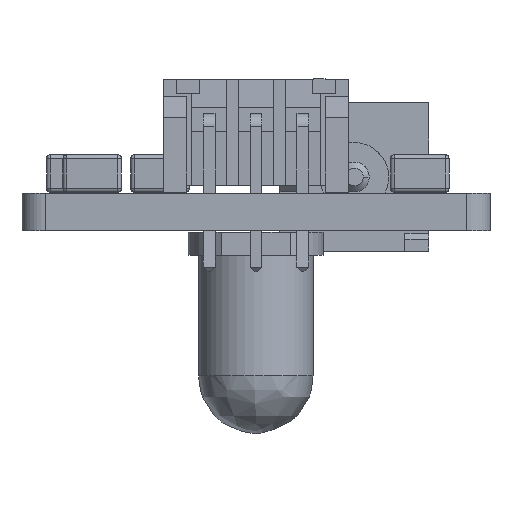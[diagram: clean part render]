
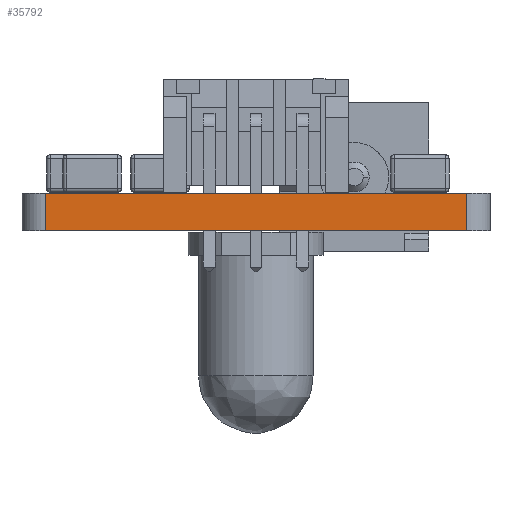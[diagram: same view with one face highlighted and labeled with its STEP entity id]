
A CAD part, front view. The second image highlights one B-rep face of the part: STEP entity #35792.
In plain terms, the highlighted planar face has unit normal (0, -1, 0).
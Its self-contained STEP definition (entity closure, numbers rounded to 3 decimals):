
#35674 = EDGE_CURVE('',#35675,#35677,#35679,.T.);
#35675 = VERTEX_POINT('',#35676);
#35676 = CARTESIAN_POINT('',(206.,-120.,0.));
#35677 = VERTEX_POINT('',#35678);
#35678 = CARTESIAN_POINT('',(206.,-120.,1.6));
#35679 = SURFACE_CURVE('',#35680,(#35684,#35696),.PCURVE_S1.);
#35680 = LINE('',#35681,#35682);
#35681 = CARTESIAN_POINT('',(206.,-120.,0.));
#35682 = VECTOR('',#35683,1.);
#35683 = DIRECTION('',(0.,0.,1.));
#35684 = PCURVE('',#35685,#35690);
#35685 = CYLINDRICAL_SURFACE('',#35686,1.);
#35686 = AXIS2_PLACEMENT_3D('',#35687,#35688,#35689);
#35687 = CARTESIAN_POINT('',(206.,-119.,0.));
#35688 = DIRECTION('',(-0.,-0.,-1.));
#35689 = DIRECTION('',(1.,0.,-0.));
#35690 = DEFINITIONAL_REPRESENTATION('',(#35691),#35695);
#35691 = LINE('',#35692,#35693);
#35692 = CARTESIAN_POINT('',(-4.712,0.));
#35693 = VECTOR('',#35694,1.);
#35694 = DIRECTION('',(-0.,-1.));
#35695 = ( GEOMETRIC_REPRESENTATION_CONTEXT(2) 
PARAMETRIC_REPRESENTATION_CONTEXT() REPRESENTATION_CONTEXT('2D SPACE',''
  ) );
#35696 = PCURVE('',#35697,#35702);
#35697 = PLANE('',#35698);
#35698 = AXIS2_PLACEMENT_3D('',#35699,#35700,#35701);
#35699 = CARTESIAN_POINT('',(206.,-120.,0.));
#35700 = DIRECTION('',(0.,-1.,0.));
#35701 = DIRECTION('',(-1.,0.,0.));
#35702 = DEFINITIONAL_REPRESENTATION('',(#35703),#35707);
#35703 = LINE('',#35704,#35705);
#35704 = CARTESIAN_POINT('',(0.,-0.));
#35705 = VECTOR('',#35706,1.);
#35706 = DIRECTION('',(0.,-1.));
#35707 = ( GEOMETRIC_REPRESENTATION_CONTEXT(2) 
PARAMETRIC_REPRESENTATION_CONTEXT() REPRESENTATION_CONTEXT('2D SPACE',''
  ) );
#35726 = PLANE('',#35727);
#35727 = AXIS2_PLACEMENT_3D('',#35728,#35729,#35730);
#35728 = CARTESIAN_POINT('',(197.764,-105.81,1.6));
#35729 = DIRECTION('',(0.,0.,1.));
#35730 = DIRECTION('',(1.,0.,-0.));
#35781 = PLANE('',#35782);
#35782 = AXIS2_PLACEMENT_3D('',#35783,#35784,#35785);
#35783 = CARTESIAN_POINT('',(197.764,-105.81,0.));
#35784 = DIRECTION('',(0.,0.,1.));
#35785 = DIRECTION('',(1.,0.,-0.));
#35792 = ADVANCED_FACE('',(#35793),#35697,.T.);
#35793 = FACE_BOUND('',#35794,.T.);
#35794 = EDGE_LOOP('',(#35795,#35796,#35819,#35847));
#35795 = ORIENTED_EDGE('',*,*,#35674,.T.);
#35796 = ORIENTED_EDGE('',*,*,#35797,.T.);
#35797 = EDGE_CURVE('',#35677,#35798,#35800,.T.);
#35798 = VERTEX_POINT('',#35799);
#35799 = CARTESIAN_POINT('',(188.,-120.,1.6));
#35800 = SURFACE_CURVE('',#35801,(#35805,#35812),.PCURVE_S1.);
#35801 = LINE('',#35802,#35803);
#35802 = CARTESIAN_POINT('',(206.,-120.,1.6));
#35803 = VECTOR('',#35804,1.);
#35804 = DIRECTION('',(-1.,0.,0.));
#35805 = PCURVE('',#35697,#35806);
#35806 = DEFINITIONAL_REPRESENTATION('',(#35807),#35811);
#35807 = LINE('',#35808,#35809);
#35808 = CARTESIAN_POINT('',(0.,-1.6));
#35809 = VECTOR('',#35810,1.);
#35810 = DIRECTION('',(1.,0.));
#35811 = ( GEOMETRIC_REPRESENTATION_CONTEXT(2) 
PARAMETRIC_REPRESENTATION_CONTEXT() REPRESENTATION_CONTEXT('2D SPACE',''
  ) );
#35812 = PCURVE('',#35726,#35813);
#35813 = DEFINITIONAL_REPRESENTATION('',(#35814),#35818);
#35814 = LINE('',#35815,#35816);
#35815 = CARTESIAN_POINT('',(8.236,-14.19));
#35816 = VECTOR('',#35817,1.);
#35817 = DIRECTION('',(-1.,0.));
#35818 = ( GEOMETRIC_REPRESENTATION_CONTEXT(2) 
PARAMETRIC_REPRESENTATION_CONTEXT() REPRESENTATION_CONTEXT('2D SPACE',''
  ) );
#35819 = ORIENTED_EDGE('',*,*,#35820,.F.);
#35820 = EDGE_CURVE('',#35821,#35798,#35823,.T.);
#35821 = VERTEX_POINT('',#35822);
#35822 = CARTESIAN_POINT('',(188.,-120.,0.));
#35823 = SURFACE_CURVE('',#35824,(#35828,#35835),.PCURVE_S1.);
#35824 = LINE('',#35825,#35826);
#35825 = CARTESIAN_POINT('',(188.,-120.,0.));
#35826 = VECTOR('',#35827,1.);
#35827 = DIRECTION('',(0.,0.,1.));
#35828 = PCURVE('',#35697,#35829);
#35829 = DEFINITIONAL_REPRESENTATION('',(#35830),#35834);
#35830 = LINE('',#35831,#35832);
#35831 = CARTESIAN_POINT('',(18.,0.));
#35832 = VECTOR('',#35833,1.);
#35833 = DIRECTION('',(0.,-1.));
#35834 = ( GEOMETRIC_REPRESENTATION_CONTEXT(2) 
PARAMETRIC_REPRESENTATION_CONTEXT() REPRESENTATION_CONTEXT('2D SPACE',''
  ) );
#35835 = PCURVE('',#35836,#35841);
#35836 = CYLINDRICAL_SURFACE('',#35837,1.007);
#35837 = AXIS2_PLACEMENT_3D('',#35838,#35839,#35840);
#35838 = CARTESIAN_POINT('',(188.007,-118.993,0.));
#35839 = DIRECTION('',(-0.,-0.,-1.));
#35840 = DIRECTION('',(1.,0.,-0.));
#35841 = DEFINITIONAL_REPRESENTATION('',(#35842),#35846);
#35842 = LINE('',#35843,#35844);
#35843 = CARTESIAN_POINT('',(-4.705,0.));
#35844 = VECTOR('',#35845,1.);
#35845 = DIRECTION('',(-0.,-1.));
#35846 = ( GEOMETRIC_REPRESENTATION_CONTEXT(2) 
PARAMETRIC_REPRESENTATION_CONTEXT() REPRESENTATION_CONTEXT('2D SPACE',''
  ) );
#35847 = ORIENTED_EDGE('',*,*,#35848,.F.);
#35848 = EDGE_CURVE('',#35675,#35821,#35849,.T.);
#35849 = SURFACE_CURVE('',#35850,(#35854,#35861),.PCURVE_S1.);
#35850 = LINE('',#35851,#35852);
#35851 = CARTESIAN_POINT('',(206.,-120.,0.));
#35852 = VECTOR('',#35853,1.);
#35853 = DIRECTION('',(-1.,0.,0.));
#35854 = PCURVE('',#35697,#35855);
#35855 = DEFINITIONAL_REPRESENTATION('',(#35856),#35860);
#35856 = LINE('',#35857,#35858);
#35857 = CARTESIAN_POINT('',(0.,-0.));
#35858 = VECTOR('',#35859,1.);
#35859 = DIRECTION('',(1.,0.));
#35860 = ( GEOMETRIC_REPRESENTATION_CONTEXT(2) 
PARAMETRIC_REPRESENTATION_CONTEXT() REPRESENTATION_CONTEXT('2D SPACE',''
  ) );
#35861 = PCURVE('',#35781,#35862);
#35862 = DEFINITIONAL_REPRESENTATION('',(#35863),#35867);
#35863 = LINE('',#35864,#35865);
#35864 = CARTESIAN_POINT('',(8.236,-14.19));
#35865 = VECTOR('',#35866,1.);
#35866 = DIRECTION('',(-1.,0.));
#35867 = ( GEOMETRIC_REPRESENTATION_CONTEXT(2) 
PARAMETRIC_REPRESENTATION_CONTEXT() REPRESENTATION_CONTEXT('2D SPACE',''
  ) );
